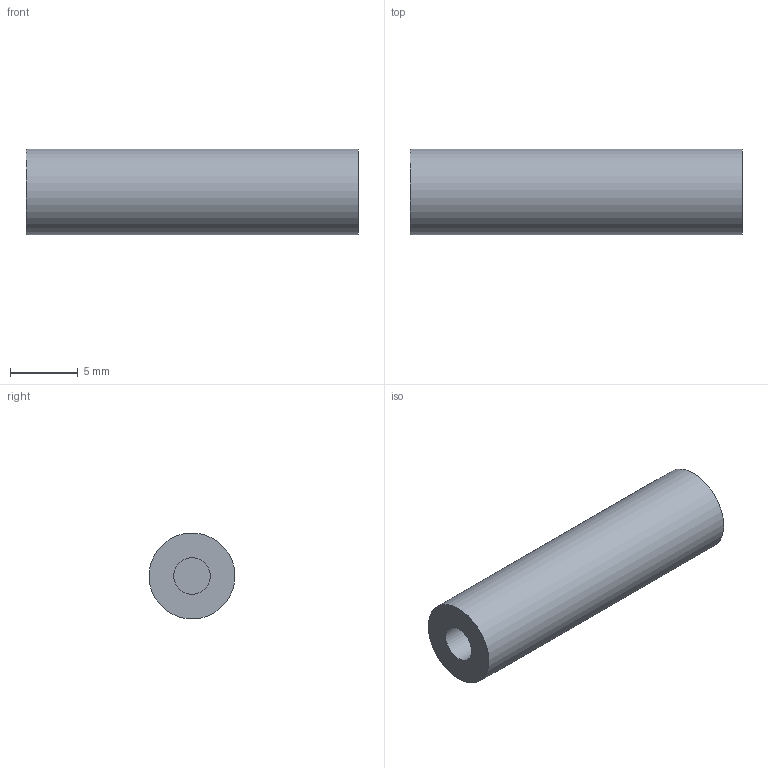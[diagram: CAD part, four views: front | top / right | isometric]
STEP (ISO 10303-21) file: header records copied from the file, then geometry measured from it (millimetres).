
FILE_DESCRIPTION(/* description */ ('STEP AP214'),/* implementation_level */ '2;1');
FILE_NAME(/* name */ '62525ce3ecdeb77adb8bb715',/* time_stamp */ '2022-04-10T04:28:20+00:00',/* author */ (''),/* organization */ (''),/* preprocessor_version */ 'ST-DEVELOPER v18.101',/* originating_system */ ' ',/* authorisation */ ' ');
FILE_SCHEMA (('AUTOMOTIVE_DESIGN {1 0 10303 214 3 1 1}'));
Length unit declared in the file: metre
Products named in the file (1): Standoff
Bounding box: 24.53 x 6.35 x 6.35 mm (x, y, z)
Volume: 676.6 mm3; surface area: 701.2 mm2
Topology: 1 solids, 1 shells, 7 faces, 11 edges, 8 vertices
Faces by surface type: plane 4, cylinder 3
Full cylindrical faces by diameter (mm): 2.705 x2, 6.35 x1
Entity records: 164 total; most frequent: DIRECTION 28, CARTESIAN_POINT 20, AXIS2_PLACEMENT_3D 14, ORIENTED_EDGE 12, EDGE_LOOP 12, FACE_BOUND 12, ADVANCED_FACE 7, EDGE_CURVE 6
